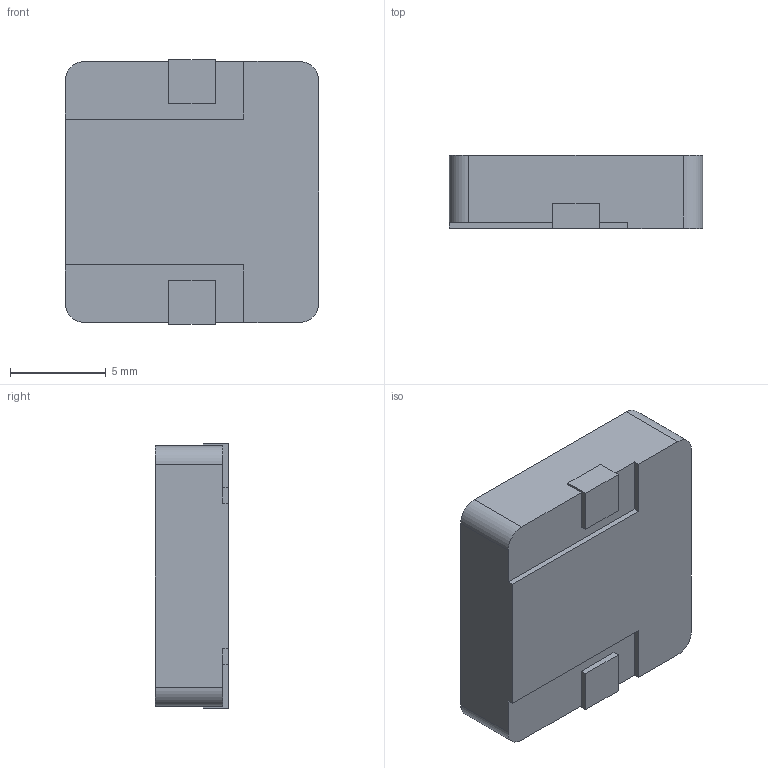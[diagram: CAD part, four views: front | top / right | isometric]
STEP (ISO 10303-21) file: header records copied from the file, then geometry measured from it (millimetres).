
FILE_DESCRIPTION (( 'STEP AP214' ), '1' );
FILE_NAME ('Coilcraft-MLC1538.STEP', '2019-04-24T12:54:07', ( '' ), ( '' ), 'SwSTEP 2.0', 'SolidWorks 2019', '' );
FILE_SCHEMA (( 'AUTOMOTIVE_DESIGN' ));
Length unit declared in the file: millimetre
Products named in the file (1): Coilcraft-MLC1538
Bounding box: 13.2 x 3.81 x 13.8 mm (x, y, z)
Volume: 666 mm3; surface area: 563.8 mm2
Topology: 1 solids, 1 shells, 466 faces, 1311 edges, 874 vertices
Faces by surface type: bspline 256, plane 206, cylinder 4
Entity records: 24455 total; most frequent: CARTESIAN_POINT 9016, ORIENTED_EDGE 2622, EDGE_CURVE 1311, DIRECTION 1229, VERTEX_POINT 874, VECTOR 791, LINE 791, B_SPLINE_CURVE_WITH_KNOTS 512
